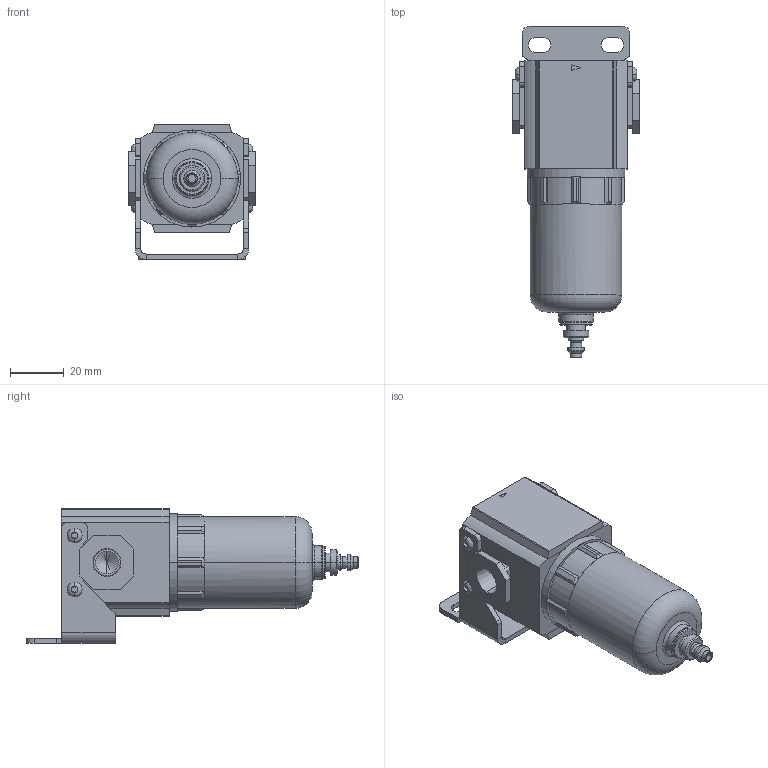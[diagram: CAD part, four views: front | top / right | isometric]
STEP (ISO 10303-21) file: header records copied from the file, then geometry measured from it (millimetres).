
FILE_DESCRIPTION (( 'STEP AP203' ), '1' );
FILE_NAME ('AF-213.step', '2015-11-09T22:36:43', ( '' ), ( '' ), 'SwSTEP 2.0', 'SolidWorks 2015', '' );
FILE_SCHEMA (( 'CONFIG_CONTROL_DESIGN' ));
Length unit declared in the file: millimetre
Products named in the file (1): AF-213
Bounding box: 47 x 123 x 50 mm (x, y, z)
Volume: 94048.9 mm3; surface area: 29180.1 mm2
Topology: 8 solids, 8 shells, 313 faces, 771 edges, 490 vertices
Faces by surface type: plane 183, cylinder 84, cone 30, torus 16
Entity records: 9294 total; most frequent: CARTESIAN_POINT 1643, DIRECTION 1621, ORIENTED_EDGE 1534, EDGE_CURVE 767, AXIS2_PLACEMENT_3D 564, VECTOR 493, LINE 493, VERTEX_POINT 490
